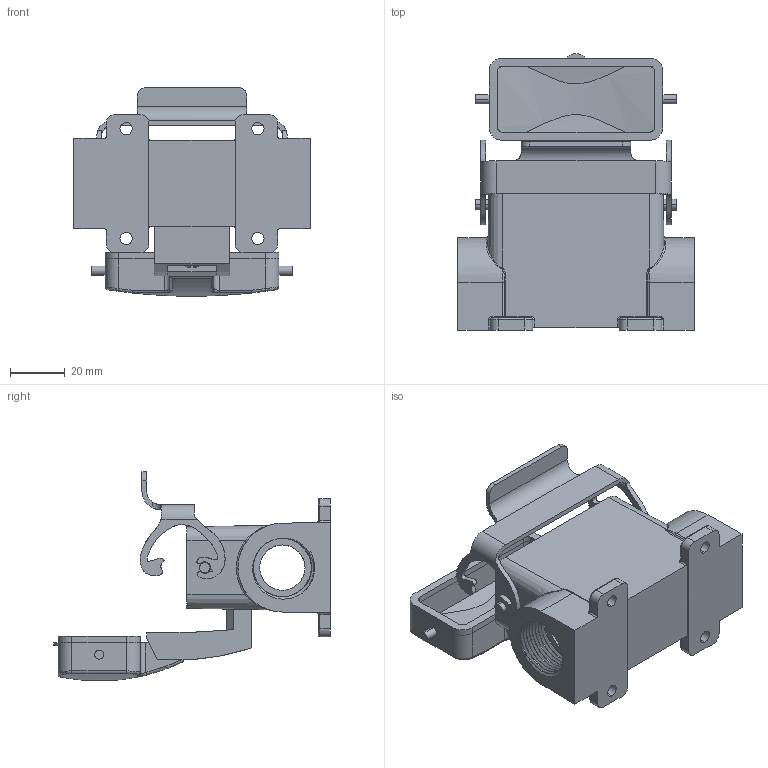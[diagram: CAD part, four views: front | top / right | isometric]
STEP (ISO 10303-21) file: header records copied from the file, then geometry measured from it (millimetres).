
FILE_DESCRIPTION (( 'STEP AP214' ), '1' );
FILE_NAME ('ZP-MC10A-2-SSM16MC.step', '2015-08-12T18:05:58', ( '' ), ( '' ), 'SwSTEP 2.0', 'SolidWorks 2014', '' );
FILE_SCHEMA (( 'AUTOMOTIVE_DESIGN' ));
Length unit declared in the file: millimetre
Products named in the file (1): ZP-MC10A-2-SSM16MC
Bounding box: 86.2 x 100.89 x 75.98 mm (x, y, z)
Volume: 75798.3 mm3; surface area: 46062.4 mm2
Topology: 3 solids, 3 shells, 408 faces, 1062 edges, 668 vertices
Faces by surface type: cylinder 177, plane 145, bspline 48, torus 22, cone 12, sphere 4
Entity records: 20012 total; most frequent: CARTESIAN_POINT 7771, ORIENTED_EDGE 2116, DIRECTION 1769, EDGE_CURVE 1058, VERTEX_POINT 668, AXIS2_PLACEMENT_3D 624, VECTOR 521, LINE 521
